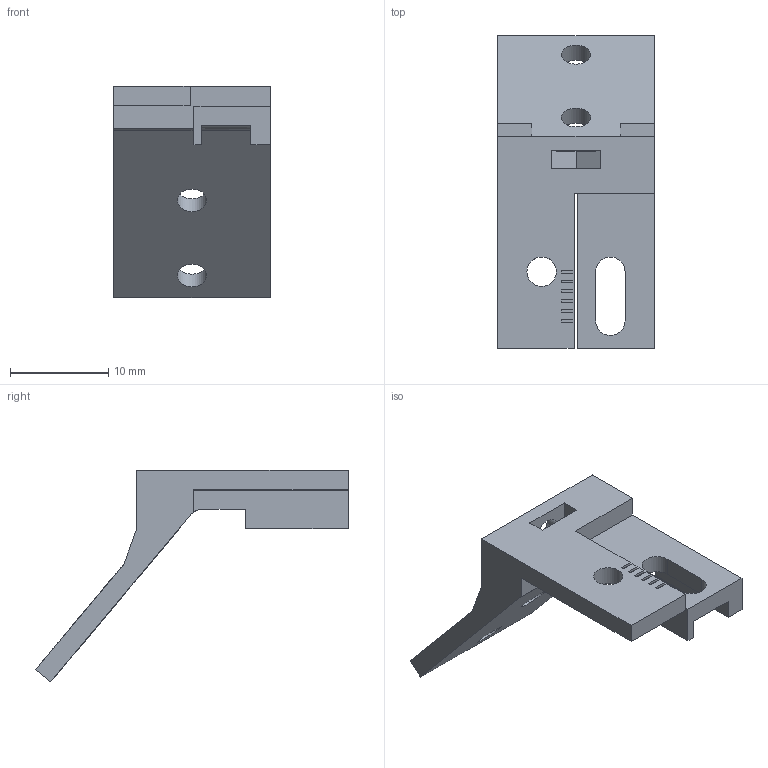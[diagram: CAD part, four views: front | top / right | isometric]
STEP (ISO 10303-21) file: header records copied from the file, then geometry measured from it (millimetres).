
FILE_DESCRIPTION(/* description */ (''),/* implementation_level */ '2;1');
FILE_NAME(/* name */ 'Eyepiece Backing V2 v4.step',/* time_stamp */ '2024-01-13T16:23:28-05:00',/* author */ (''),/* organization */ (''),/* preprocessor_version */ 'ST-DEVELOPER v20',/* originating_system */ 'Autodesk Translation Framework v12.14.0.127',/* authorisation */ '');
FILE_SCHEMA (('AUTOMOTIVE_DESIGN { 1 0 10303 214 3 1 1 }'));
Length unit declared in the file: millimetre
Products named in the file (1): Eyepiece Backing V2
Bounding box: 16 x 31.89 x 21.62 mm (x, y, z)
Volume: 1588.7 mm3; surface area: 1896.3 mm2
Topology: 1 solids, 1 shells, 66 faces, 186 edges, 124 vertices
Faces by surface type: plane 58, cylinder 8
Full cylindrical faces by diameter (mm): 3 x5
Entity records: 2160 total; most frequent: CARTESIAN_POINT 377, ORIENTED_EDGE 372, DIRECTION 337, EDGE_CURVE 186, LINE 169, VECTOR 169, VERTEX_POINT 124, AXIS2_PLACEMENT_3D 84
